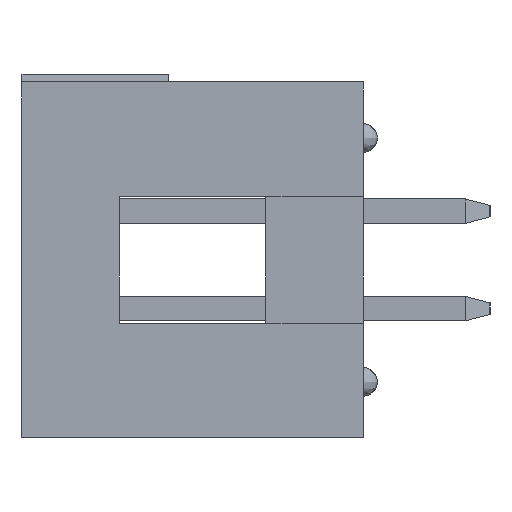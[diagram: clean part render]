
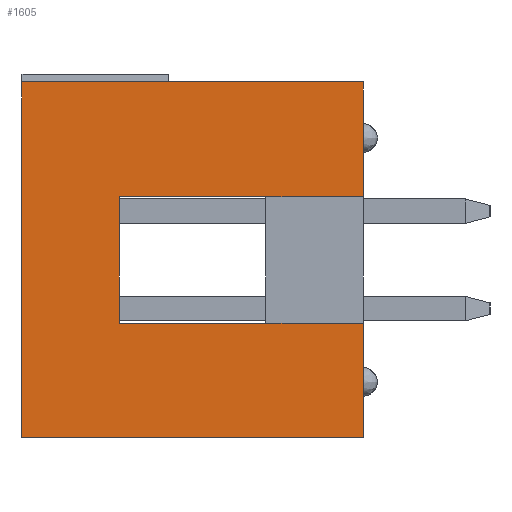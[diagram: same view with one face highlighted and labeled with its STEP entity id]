
A CAD part, left-side view. The second image highlights one B-rep face of the part: STEP entity #1605.
In plain terms, the highlighted planar face has unit normal (-1, 0, 0).
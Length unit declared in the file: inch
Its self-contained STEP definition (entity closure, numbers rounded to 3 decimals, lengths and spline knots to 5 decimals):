
#174 = CARTESIAN_POINT ( 'NONE',  ( -0.075, 1.30653, 0.0825 ) ) ;
#283 = VECTOR ( 'NONE', #16545, 39.37008 ) ;
#583 = DIRECTION ( 'NONE',  ( 0., 1., 0. ) ) ;
#828 = FACE_OUTER_BOUND ( 'NONE', #5836, .T. ) ;
#1224 = VERTEX_POINT ( 'NONE', #9235 ) ;
#1301 = CARTESIAN_POINT ( 'NONE',  ( -0.075, 1.30653, 0.0825 ) ) ;
#1385 = EDGE_CURVE ( 'NONE', #3645, #18360, #12381, .T. ) ;
#1487 = VECTOR ( 'NONE', #11262, 39.37008 ) ;
#1575 = DIRECTION ( 'NONE',  ( 0., 0., -1. ) ) ;
#1605 = ADVANCED_FACE ( 'NONE', ( #828 ), #8636, .F. ) ;
#2286 = ORIENTED_EDGE ( 'NONE', *, *, #12003, .F. ) ;
#2295 = LINE ( 'NONE', #8612, #6124 ) ;
#2447 = CARTESIAN_POINT ( 'NONE',  ( -0.075, 0., -0.1 ) ) ;
#2883 = ORIENTED_EDGE ( 'NONE', *, *, #14183, .F. ) ;
#3205 = DIRECTION ( 'NONE',  ( 0., -1., 0. ) ) ;
#3622 = EDGE_CURVE ( 'NONE', #18360, #1224, #5295, .T. ) ;
#3645 = VERTEX_POINT ( 'NONE', #7726 ) ;
#4060 = LINE ( 'NONE', #17970, #283 ) ;
#4343 = VECTOR ( 'NONE', #17865, 39.37008 ) ;
#5295 = LINE ( 'NONE', #14774, #12408 ) ;
#5836 = EDGE_LOOP ( 'NONE', ( #2286, #6984, #14139, #13763, #11037, #9748, #7407, #2883 ) ) ;
#6124 = VECTOR ( 'NONE', #17157, 39.37008 ) ;
#6277 = EDGE_CURVE ( 'NONE', #1224, #13287, #14237, .T. ) ;
#6637 = VECTOR ( 'NONE', #7158, 39.37008 ) ;
#6856 = VERTEX_POINT ( 'NONE', #14460 ) ;
#6984 = ORIENTED_EDGE ( 'NONE', *, *, #13728, .T. ) ;
#7158 = DIRECTION ( 'NONE',  ( 0., 0., 1. ) ) ;
#7407 = ORIENTED_EDGE ( 'NONE', *, *, #16064, .F. ) ;
#7726 = CARTESIAN_POINT ( 'NONE',  ( -0.075, 0., -0.165 ) ) ;
#7890 = VECTOR ( 'NONE', #3205, 39.37008 ) ;
#8435 = EDGE_CURVE ( 'NONE', #9824, #3645, #15947, .T. ) ;
#8482 = CARTESIAN_POINT ( 'NONE',  ( -0.075, 0.25, -0.035 ) ) ;
#8612 = CARTESIAN_POINT ( 'NONE',  ( -0.075, 0., -0.1 ) ) ;
#8625 = VECTOR ( 'NONE', #11044, 39.37008 ) ;
#8636 = PLANE ( 'NONE',  #11052 ) ;
#9235 = CARTESIAN_POINT ( 'NONE',  ( -0.075, 0.35, -0.2825 ) ) ;
#9395 = CARTESIAN_POINT ( 'NONE',  ( -0.075, 0., -0.2825 ) ) ;
#9748 = ORIENTED_EDGE ( 'NONE', *, *, #8435, .F. ) ;
#9824 = VERTEX_POINT ( 'NONE', #16202 ) ;
#9920 = CARTESIAN_POINT ( 'NONE',  ( -0.075, 0., -0.035 ) ) ;
#10098 = DIRECTION ( 'NONE',  ( 1., 0., 0. ) ) ;
#10927 = CARTESIAN_POINT ( 'NONE',  ( -0.075, 0.35, 0.0825 ) ) ;
#11037 = ORIENTED_EDGE ( 'NONE', *, *, #1385, .F. ) ;
#11044 = DIRECTION ( 'NONE',  ( 0., 0., -1. ) ) ;
#11052 = AXIS2_PLACEMENT_3D ( 'NONE', #174, #10098, #1575 ) ;
#11262 = DIRECTION ( 'NONE',  ( 0., 1., 0. ) ) ;
#12003 = EDGE_CURVE ( 'NONE', #6856, #15100, #2295, .T. ) ;
#12381 = LINE ( 'NONE', #2447, #8625 ) ;
#12391 = LINE ( 'NONE', #1301, #1487 ) ;
#12408 = VECTOR ( 'NONE', #583, 39.37008 ) ;
#12846 = CARTESIAN_POINT ( 'NONE',  ( -0.075, 0.35, 0. ) ) ;
#13173 = CARTESIAN_POINT ( 'NONE',  ( -0.075, 1.30653, -0.165 ) ) ;
#13287 = VERTEX_POINT ( 'NONE', #10927 ) ;
#13563 = CARTESIAN_POINT ( 'NONE',  ( -0.075, 0.25, 0.0825 ) ) ;
#13728 = EDGE_CURVE ( 'NONE', #6856, #13287, #12391, .T. ) ;
#13763 = ORIENTED_EDGE ( 'NONE', *, *, #3622, .F. ) ;
#14139 = ORIENTED_EDGE ( 'NONE', *, *, #6277, .F. ) ;
#14183 = EDGE_CURVE ( 'NONE', #15100, #17387, #4060, .T. ) ;
#14237 = LINE ( 'NONE', #12846, #6637 ) ;
#14460 = CARTESIAN_POINT ( 'NONE',  ( -0.075, 0., 0.0825 ) ) ;
#14774 = CARTESIAN_POINT ( 'NONE',  ( -0.075, 1.30653, -0.2825 ) ) ;
#15100 = VERTEX_POINT ( 'NONE', #9920 ) ;
#15699 = LINE ( 'NONE', #13563, #4343 ) ;
#15947 = LINE ( 'NONE', #13173, #7890 ) ;
#16064 = EDGE_CURVE ( 'NONE', #17387, #9824, #15699, .T. ) ;
#16202 = CARTESIAN_POINT ( 'NONE',  ( -0.075, 0.25, -0.165 ) ) ;
#16545 = DIRECTION ( 'NONE',  ( 0., 1., 0. ) ) ;
#17157 = DIRECTION ( 'NONE',  ( 0., 0., -1. ) ) ;
#17387 = VERTEX_POINT ( 'NONE', #8482 ) ;
#17865 = DIRECTION ( 'NONE',  ( 0., 0., -1. ) ) ;
#17970 = CARTESIAN_POINT ( 'NONE',  ( -0.075, 1.30653, -0.035 ) ) ;
#18360 = VERTEX_POINT ( 'NONE', #9395 ) ;
